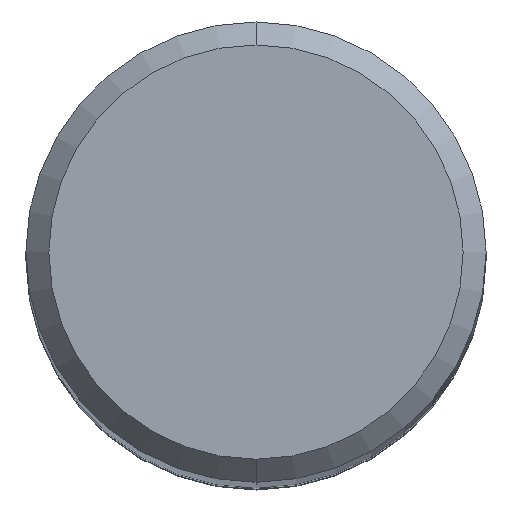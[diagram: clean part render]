
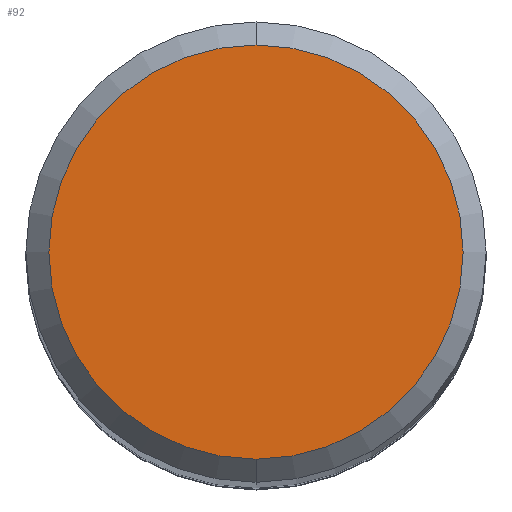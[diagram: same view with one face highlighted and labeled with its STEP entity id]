
A CAD part, top view. The second image highlights one B-rep face of the part: STEP entity #92.
In plain terms, the highlighted planar face has unit normal (0, 0, 1).
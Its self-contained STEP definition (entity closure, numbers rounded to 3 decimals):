
#92=ADVANCED_FACE('',(#229),#230,.T.);
#114=VERTEX_POINT('',#253);
#158=VERTEX_POINT('',#303);
#164=EDGE_CURVE('',#158,#114,#309,.T.);
#194=EDGE_CURVE('',#114,#158,#345,.T.);
#229=FACE_OUTER_BOUND('',#374,.T.);
#230=PLANE('',#375);
#253=CARTESIAN_POINT('',(0.0,5.4,0.0));
#303=CARTESIAN_POINT('',(0.,-5.4,0.0));
#309=CIRCLE('',#472,5.4);
#345=CIRCLE('',#518,5.4);
#374=EDGE_LOOP('',(#541,#542));
#375=AXIS2_PLACEMENT_3D('',#543,#544,#545);
#472=AXIS2_PLACEMENT_3D('',#639,#640,#641);
#518=AXIS2_PLACEMENT_3D('',#692,#693,#694);
#541=ORIENTED_EDGE('',*,*,#194,.F.);
#542=ORIENTED_EDGE('',*,*,#164,.F.);
#543=CARTESIAN_POINT('',(0.0,2.7,0.0));
#544=DIRECTION('',(-0.0,0.0,1.0));
#545=DIRECTION('',(0.0,-1.0,0.0));
#639=CARTESIAN_POINT('',(0.0,0.0,0.0));
#640=DIRECTION('',(0.0,0.0,-1.0));
#641=DIRECTION('',(0.0,1.0,0.0));
#692=CARTESIAN_POINT('',(0.0,0.0,0.0));
#693=DIRECTION('',(0.0,0.0,-1.0));
#694=DIRECTION('',(0.0,1.0,0.0));
